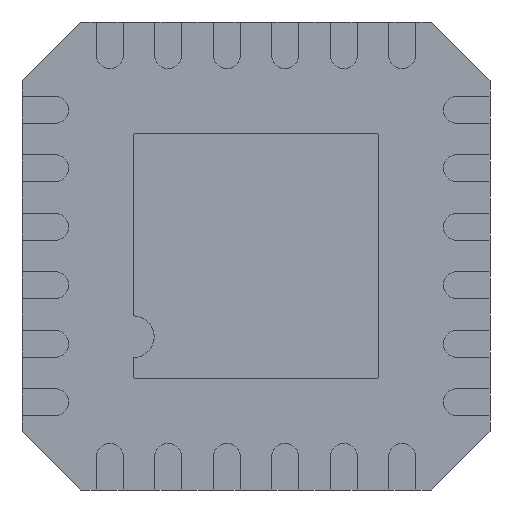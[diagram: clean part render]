
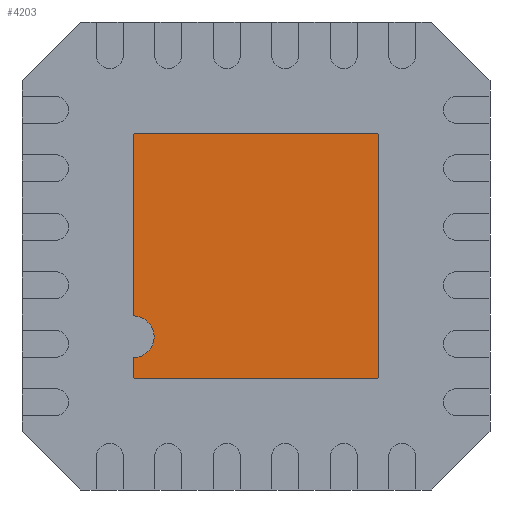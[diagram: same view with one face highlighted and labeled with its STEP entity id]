
A CAD part, front view. The second image highlights one B-rep face of the part: STEP entity #4203.
In plain terms, the highlighted planar face has unit normal (0, -1, 0).
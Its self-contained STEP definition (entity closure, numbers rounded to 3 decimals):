
#10 = CARTESIAN_POINT ( 'NONE',  ( 0., 0.01, 1.05 ) ) ;
#387 = EDGE_CURVE ( 'NONE', #4935, #8932, #8443, .T. ) ;
#425 = CARTESIAN_POINT ( 'NONE',  ( 1.05, 0.01, 0. ) ) ;
#722 = PLANE ( 'NONE',  #9329 ) ;
#740 = CARTESIAN_POINT ( 'NONE',  ( -1.05, 0.01, -0.511 ) ) ;
#833 = DIRECTION ( 'NONE',  ( 0., 1., 0. ) ) ;
#943 = VECTOR ( 'NONE', #6018, 1000. ) ;
#1015 = VECTOR ( 'NONE', #1199, 1000. ) ;
#1199 = DIRECTION ( 'NONE',  ( 0., 0., 1. ) ) ;
#1285 = EDGE_CURVE ( 'NONE', #6268, #8426, #4398, .T. ) ;
#1371 = AXIS2_PLACEMENT_3D ( 'NONE', #4553, #833, #5922 ) ;
#1549 = VERTEX_POINT ( 'NONE', #6719 ) ;
#1607 = LINE ( 'NONE', #7832, #5460 ) ;
#1686 = LINE ( 'NONE', #10, #6353 ) ;
#1703 = EDGE_CURVE ( 'NONE', #8426, #8307, #7125, .T. ) ;
#1926 = DIRECTION ( 'NONE',  ( 0., 1., 0. ) ) ;
#1935 = DIRECTION ( 'NONE',  ( 0., -1., 0. ) ) ;
#1962 = CARTESIAN_POINT ( 'NONE',  ( 1.025, 0.01, 1.025 ) ) ;
#2208 = VERTEX_POINT ( 'NONE', #4418 ) ;
#2516 = LINE ( 'NONE', #425, #1015 ) ;
#2525 = CARTESIAN_POINT ( 'NONE',  ( -1.05, 0.01, -0.691 ) ) ;
#2648 = EDGE_CURVE ( 'NONE', #8731, #7270, #9257, .T. ) ;
#2662 = DIRECTION ( 'NONE',  ( 0., 0., 1. ) ) ;
#3275 = CIRCLE ( 'NONE', #1371, 0.025 ) ;
#3278 = CARTESIAN_POINT ( 'NONE',  ( 1.05, 0.01, 1.025 ) ) ;
#3286 = CARTESIAN_POINT ( 'NONE',  ( -1.05, 0.01, -1.025 ) ) ;
#3458 = CARTESIAN_POINT ( 'NONE',  ( -1.025, 0.01, 1.05 ) ) ;
#3471 = ORIENTED_EDGE ( 'NONE', *, *, #4533, .T. ) ;
#3605 = DIRECTION ( 'NONE',  ( 0., 0., 1. ) ) ;
#3718 = DIRECTION ( 'NONE',  ( 0., 0., -1. ) ) ;
#3803 = CARTESIAN_POINT ( 'NONE',  ( -1.05, 0.01, 0. ) ) ;
#3871 = DIRECTION ( 'NONE',  ( 0., 0., -1. ) ) ;
#3910 = CARTESIAN_POINT ( 'NONE',  ( -1.05, 0.01, 1.025 ) ) ;
#3946 = EDGE_CURVE ( 'NONE', #7270, #6268, #7302, .T. ) ;
#4018 = ORIENTED_EDGE ( 'NONE', *, *, #3946, .T. ) ;
#4082 = DIRECTION ( 'NONE',  ( 0., 0., 1. ) ) ;
#4094 = AXIS2_PLACEMENT_3D ( 'NONE', #1962, #1926, #4082 ) ;
#4203 = ADVANCED_FACE ( 'NONE', ( #7490 ), #722, .T. ) ;
#4398 = CIRCLE ( 'NONE', #4656, 0.179 ) ;
#4418 = CARTESIAN_POINT ( 'NONE',  ( 1.025, 0.01, -1.05 ) ) ;
#4533 = EDGE_CURVE ( 'NONE', #6956, #2208, #1607, .T. ) ;
#4553 = CARTESIAN_POINT ( 'NONE',  ( 1.025, 0.01, -1.025 ) ) ;
#4656 = AXIS2_PLACEMENT_3D ( 'NONE', #2525, #9160, #7579 ) ;
#4661 = CIRCLE ( 'NONE', #7227, 0.025 ) ;
#4825 = ORIENTED_EDGE ( 'NONE', *, *, #2648, .T. ) ;
#4935 = VERTEX_POINT ( 'NONE', #6828 ) ;
#5139 = ORIENTED_EDGE ( 'NONE', *, *, #1703, .T. ) ;
#5213 = DIRECTION ( 'NONE',  ( -1., 0., 0. ) ) ;
#5265 = EDGE_CURVE ( 'NONE', #6956, #8307, #4661, .T. ) ;
#5460 = VECTOR ( 'NONE', #9308, 1000. ) ;
#5599 = EDGE_CURVE ( 'NONE', #1549, #8932, #2516, .T. ) ;
#5922 = DIRECTION ( 'NONE',  ( 0., 0., 1. ) ) ;
#6018 = DIRECTION ( 'NONE',  ( 0., 0., -1. ) ) ;
#6268 = VERTEX_POINT ( 'NONE', #740 ) ;
#6289 = CARTESIAN_POINT ( 'NONE',  ( -1.05, 0.01, -0.87 ) ) ;
#6353 = VECTOR ( 'NONE', #5213, 1000. ) ;
#6373 = CARTESIAN_POINT ( 'NONE',  ( -1.025, 0.01, -1.05 ) ) ;
#6717 = ORIENTED_EDGE ( 'NONE', *, *, #1285, .T. ) ;
#6719 = CARTESIAN_POINT ( 'NONE',  ( 1.05, 0.01, -1.025 ) ) ;
#6828 = CARTESIAN_POINT ( 'NONE',  ( 1.025, 0.01, 1.05 ) ) ;
#6956 = VERTEX_POINT ( 'NONE', #6373 ) ;
#7119 = CARTESIAN_POINT ( 'NONE',  ( -1.025, 0.01, 1.025 ) ) ;
#7125 = LINE ( 'NONE', #7548, #943 ) ;
#7227 = AXIS2_PLACEMENT_3D ( 'NONE', #7244, #7985, #3605 ) ;
#7244 = CARTESIAN_POINT ( 'NONE',  ( -1.025, 0.01, -1.025 ) ) ;
#7270 = VERTEX_POINT ( 'NONE', #3910 ) ;
#7302 = LINE ( 'NONE', #3803, #8683 ) ;
#7490 = FACE_OUTER_BOUND ( 'NONE', #7758, .T. ) ;
#7548 = CARTESIAN_POINT ( 'NONE',  ( -1.05, 0.01, -0.948 ) ) ;
#7572 = ORIENTED_EDGE ( 'NONE', *, *, #5599, .T. ) ;
#7579 = DIRECTION ( 'NONE',  ( 0., 0., -1. ) ) ;
#7758 = EDGE_LOOP ( 'NONE', ( #4018, #6717, #5139, #9211, #3471, #8614, #7572, #8067, #8178, #4825 ) ) ;
#7832 = CARTESIAN_POINT ( 'NONE',  ( 0., 0.01, -1.05 ) ) ;
#7985 = DIRECTION ( 'NONE',  ( 0., 1., 0. ) ) ;
#8067 = ORIENTED_EDGE ( 'NONE', *, *, #387, .F. ) ;
#8091 = CARTESIAN_POINT ( 'NONE',  ( -1.05, 0.01, 1.05 ) ) ;
#8132 = DIRECTION ( 'NONE',  ( 0., -1., 0. ) ) ;
#8178 = ORIENTED_EDGE ( 'NONE', *, *, #9400, .T. ) ;
#8307 = VERTEX_POINT ( 'NONE', #3286 ) ;
#8426 = VERTEX_POINT ( 'NONE', #6289 ) ;
#8443 = CIRCLE ( 'NONE', #4094, 0.025 ) ;
#8614 = ORIENTED_EDGE ( 'NONE', *, *, #9119, .F. ) ;
#8683 = VECTOR ( 'NONE', #3871, 1000. ) ;
#8731 = VERTEX_POINT ( 'NONE', #3458 ) ;
#8876 = AXIS2_PLACEMENT_3D ( 'NONE', #7119, #1935, #2662 ) ;
#8932 = VERTEX_POINT ( 'NONE', #3278 ) ;
#9119 = EDGE_CURVE ( 'NONE', #1549, #2208, #3275, .T. ) ;
#9160 = DIRECTION ( 'NONE',  ( 0., 1., 0. ) ) ;
#9211 = ORIENTED_EDGE ( 'NONE', *, *, #5265, .F. ) ;
#9257 = CIRCLE ( 'NONE', #8876, 0.025 ) ;
#9308 = DIRECTION ( 'NONE',  ( 1., 0., 0. ) ) ;
#9329 = AXIS2_PLACEMENT_3D ( 'NONE', #8091, #8132, #3718 ) ;
#9400 = EDGE_CURVE ( 'NONE', #4935, #8731, #1686, .T. ) ;
